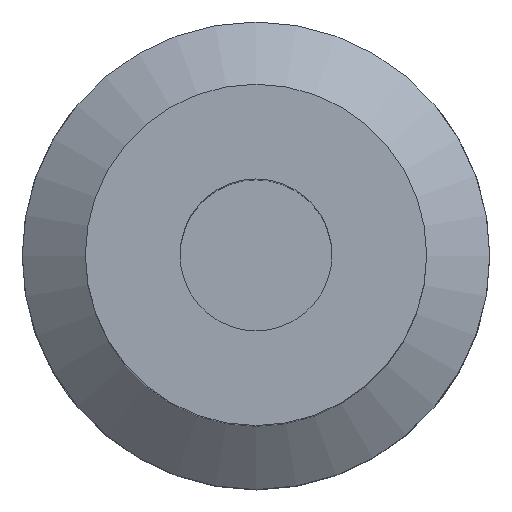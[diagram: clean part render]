
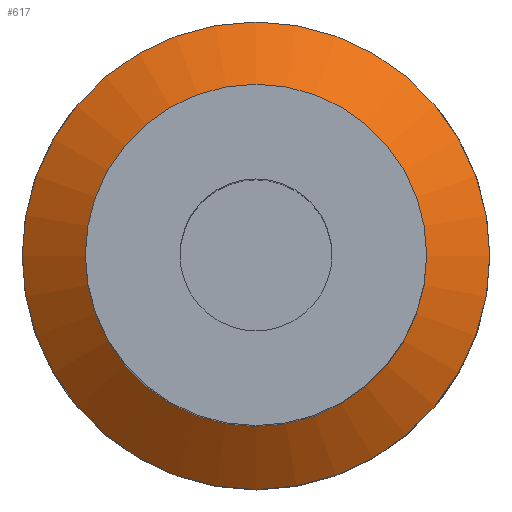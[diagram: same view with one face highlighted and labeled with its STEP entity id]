
A CAD part, top view. The second image highlights one B-rep face of the part: STEP entity #617.
In plain terms, the highlighted conical face has half-angle 53.471 degrees and reference radius 8.65 mm.
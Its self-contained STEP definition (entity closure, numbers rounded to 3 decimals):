
#106=FACE_OUTER_BOUND('',#128,.T.);
#128=EDGE_LOOP('',(#431,#432,#433,#434));
#165=LINE('',#832,#198);
#198=VECTOR('',#724,8.65);
#226=CIRCLE('',#655,10.);
#233=CIRCLE('',#663,7.3);
#240=VERTEX_POINT('',#805);
#251=VERTEX_POINT('',#830);
#313=EDGE_CURVE('',#240,#240,#226,.T.);
#326=EDGE_CURVE('',#251,#251,#233,.T.);
#327=EDGE_CURVE('',#251,#240,#165,.T.);
#431=ORIENTED_EDGE('',*,*,#326,.F.);
#432=ORIENTED_EDGE('',*,*,#327,.T.);
#433=ORIENTED_EDGE('',*,*,#313,.T.);
#434=ORIENTED_EDGE('',*,*,#327,.F.);
#614=CONICAL_SURFACE('',#662,8.65,0.933);
#617=ADVANCED_FACE('',(#106),#614,.T.);
#655=AXIS2_PLACEMENT_3D('',#806,#700,#701);
#662=AXIS2_PLACEMENT_3D('',#829,#720,#721);
#663=AXIS2_PLACEMENT_3D('',#831,#722,#723);
#700=DIRECTION('center_axis',(0.,0.,
1.));
#701=DIRECTION('ref_axis',(1.,0.,0.));
#720=DIRECTION('center_axis',(0.,0.,
-1.));
#721=DIRECTION('ref_axis',(1.,0.,0.));
#722=DIRECTION('center_axis',(0.,0.,
1.));
#723=DIRECTION('ref_axis',(1.,0.,0.));
#724=DIRECTION('',(-0.804,0.,-0.595));
#805=CARTESIAN_POINT('',(-10.,0.,47.));
#806=CARTESIAN_POINT('Origin',(0.,0.,
47.));
#829=CARTESIAN_POINT('Origin',(0.,0.,
48.));
#830=CARTESIAN_POINT('',(-7.3,0.,49.));
#831=CARTESIAN_POINT('Origin',(0.,0.,
49.));
#832=CARTESIAN_POINT('',(-8.65,0.,48.));
